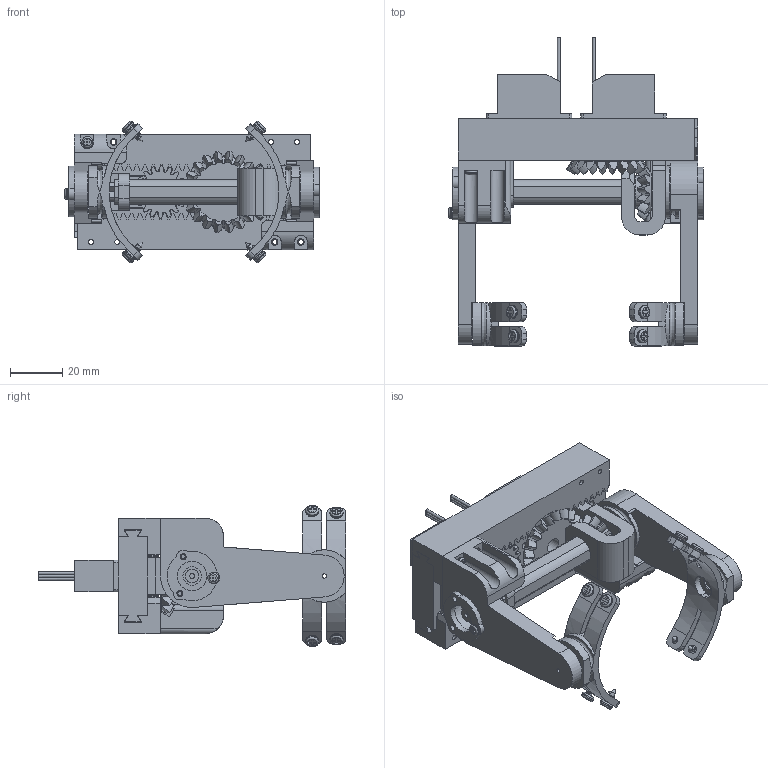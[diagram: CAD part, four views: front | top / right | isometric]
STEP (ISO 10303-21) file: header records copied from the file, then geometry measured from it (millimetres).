
FILE_DESCRIPTION(/* description */ (''),/* implementation_level */ '2;1');
FILE_NAME(/* name */ 'plate_gripper v18.step',/* time_stamp */ '2020-08-20T12:29:57-07:00',/* author */ (''),/* organization */ (''),/* preprocessor_version */ 'ST-DEVELOPER v18.1',/* originating_system */ 'Autodesk Translation Framework v9.3.0.1241',/* authorisation */ '');
FILE_SCHEMA (('AUTOMOTIVE_DESIGN { 1 0 10303 214 3 1 1 }'));
Products named in the file (17): plate_gripper; servoholder v5; emaxservo; bevelgears; gear1; bevelgears_gear2 v1; Spur Gear (18 teeth); armMount v1; axlemount; bevelholder; arm; bearing_7804K109; hand; small_plastite; outershaftspline; innershaftspline; pointy_screw
Assembly tree (28 placements, depth 3):
  plate_gripper
    servoholder v5
    armMount v1  x2
    emaxservo  x2
    bevelgears
      gear1
      bevelgears_gear2 v1
    Spur Gear (18 teeth)
    axlemount
    bevelholder
    arm  x2
    bearing_7804K109
    small_plastite  x2
    hand  x2
    outershaftspline
    innershaftspline
    pointy_screw  x8
Bounding box: 97.03 x 117.44 x 53.98 mm (x, y, z)
Volume: 109167.3 mm3; surface area: 70235.7 mm2
Topology: 44 solids, 44 shells, 1800 faces, 4990 edges, 3315 vertices
Faces by surface type: plane 1059, cylinder 456, bspline 155, cone 90, torus 28, sphere 12
Full cylindrical faces by diameter (mm): 1.55 x8, 1.6 x10, 1.8 x2, 1.85 x2, 1.9 x28, 2 x10, 2.1 x2, 2.3 x6, 2.5 x8, 2.6 x6, 3.6 x2, 4 x4, 4.2 x2, 4.55 x1, 5 x13, 5.6 x2, 6 x2, 7 x2, 8 x3, 8.709 x4, 9 x3, 10 x2, 10.291 x4, 10.8 x2, 11 x2, 11.2 x2, 12.4 x2, 12.5 x1, 13.6 x2, 14 x5
Entity records: 47690 total; most frequent: CARTESIAN_POINT 20015, ORIENTED_EDGE 5978, DIRECTION 5218, EDGE_CURVE 2989, VERTEX_POINT 2009, AXIS2_PLACEMENT_3D 1760, LINE 1698, VECTOR 1698
